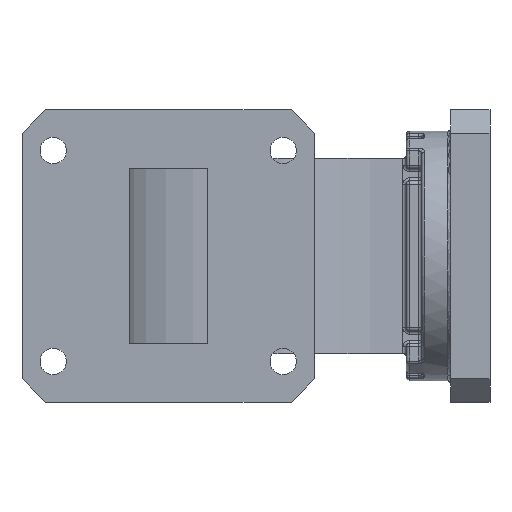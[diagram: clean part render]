
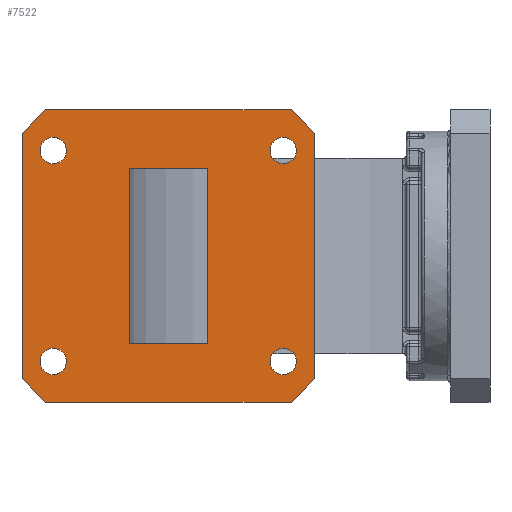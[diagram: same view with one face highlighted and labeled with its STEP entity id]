
A CAD part, front view. The second image highlights one B-rep face of the part: STEP entity #7522.
In plain terms, the highlighted planar face has unit normal (0, -1, 0).
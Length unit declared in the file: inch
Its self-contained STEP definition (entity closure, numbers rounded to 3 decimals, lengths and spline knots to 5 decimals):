
#109 = ORIENTED_EDGE ( 'NONE', *, *, #1581, .T. ) ;
#111 = CIRCLE ( 'NONE', #12111, 0.0845 ) ;
#125 = EDGE_LOOP ( 'NONE', ( #13651 ) ) ;
#161 = DIRECTION ( 'NONE',  ( 0.707, 0., -0.707 ) ) ;
#182 = VERTEX_POINT ( 'NONE', #13126 ) ;
#247 = CARTESIAN_POINT ( 'NONE',  ( -0.737, 0., 0.5915 ) ) ;
#281 = LINE ( 'NONE', #12925, #13143 ) ;
#469 = VERTEX_POINT ( 'NONE', #10403 ) ;
#471 = CARTESIAN_POINT ( 'NONE',  ( -0.9375, 0., 0.9375 ) ) ;
#498 = DIRECTION ( 'NONE',  ( 0., 0., -1. ) ) ;
#506 = VECTOR ( 'NONE', #8687, 39.37008 ) ;
#578 = VERTEX_POINT ( 'NONE', #10361 ) ;
#586 = PLANE ( 'NONE',  #9341 ) ;
#631 = CARTESIAN_POINT ( 'NONE',  ( 0., 0., 0. ) ) ;
#657 = DIRECTION ( 'NONE',  ( -1., 0., 0. ) ) ;
#704 = DIRECTION ( 'NONE',  ( 0., 0., 1. ) ) ;
#707 = EDGE_CURVE ( 'NONE', #6396, #4883, #2179, .T. ) ;
#763 = CARTESIAN_POINT ( 'NONE',  ( -0.9375, 0., -0.9375 ) ) ;
#1028 = LINE ( 'NONE', #13312, #13399 ) ;
#1105 = EDGE_CURVE ( 'NONE', #6636, #9972, #1844, .T. ) ;
#1194 = LINE ( 'NONE', #3452, #4084 ) ;
#1317 = DIRECTION ( 'NONE',  ( 0., 0., -1. ) ) ;
#1578 = FACE_BOUND ( 'NONE', #5139, .T. ) ;
#1580 = CARTESIAN_POINT ( 'NONE',  ( -0.737, 0., 0.676 ) ) ;
#1581 = EDGE_CURVE ( 'NONE', #469, #12643, #6759, .T. ) ;
#1769 = EDGE_CURVE ( 'NONE', #1894, #1894, #12495, .T. ) ;
#1844 = LINE ( 'NONE', #4126, #11668 ) ;
#1894 = VERTEX_POINT ( 'NONE', #247 ) ;
#1929 = EDGE_LOOP ( 'NONE', ( #109, #11358, #7951, #8230, #7118, #4810, #2175, #2005 ) ) ;
#2005 = ORIENTED_EDGE ( 'NONE', *, *, #9179, .T. ) ;
#2175 = ORIENTED_EDGE ( 'NONE', *, *, #5920, .T. ) ;
#2179 = LINE ( 'NONE', #10979, #506 ) ;
#2495 = CARTESIAN_POINT ( 'NONE',  ( 0.737, 0., 0.5915 ) ) ;
#3088 = VERTEX_POINT ( 'NONE', #12071 ) ;
#3213 = EDGE_LOOP ( 'NONE', ( #14047 ) ) ;
#3218 = CARTESIAN_POINT ( 'NONE',  ( -0.737, 0., -0.676 ) ) ;
#3264 = CARTESIAN_POINT ( 'NONE',  ( -0.2485, 0., -0.561 ) ) ;
#3452 = CARTESIAN_POINT ( 'NONE',  ( 0.2485, 0., -0.561 ) ) ;
#3462 = CARTESIAN_POINT ( 'NONE',  ( -0.737, 0., -0.7605 ) ) ;
#3509 = AXIS2_PLACEMENT_3D ( 'NONE', #3218, #10769, #4402 ) ;
#3579 = CARTESIAN_POINT ( 'NONE',  ( 0.737, 0., 0.676 ) ) ;
#3580 = EDGE_LOOP ( 'NONE', ( #5674, #6385, #6843, #8632 ) ) ;
#3700 = CARTESIAN_POINT ( 'NONE',  ( 0.9375, 0., 0.9375 ) ) ;
#3728 = EDGE_CURVE ( 'NONE', #12643, #182, #281, .T. ) ;
#4029 = EDGE_CURVE ( 'NONE', #3088, #3088, #111, .T. ) ;
#4084 = VECTOR ( 'NONE', #1317, 39.37008 ) ;
#4126 = CARTESIAN_POINT ( 'NONE',  ( -0.2485, 0., 0.561 ) ) ;
#4258 = DIRECTION ( 'NONE',  ( 0., 0., -1. ) ) ;
#4347 = CARTESIAN_POINT ( 'NONE',  ( 0.7875, 0., 0.9375 ) ) ;
#4402 = DIRECTION ( 'NONE',  ( 0., 0., -1. ) ) ;
#4451 = VECTOR ( 'NONE', #11161, 39.37008 ) ;
#4468 = EDGE_CURVE ( 'NONE', #7659, #7659, #6875, .T. ) ;
#4659 = DIRECTION ( 'NONE',  ( 0., 0., -1. ) ) ;
#4686 = CARTESIAN_POINT ( 'NONE',  ( 0.9375, 0., 0.7875 ) ) ;
#4810 = ORIENTED_EDGE ( 'NONE', *, *, #5452, .T. ) ;
#4883 = VERTEX_POINT ( 'NONE', #6687 ) ;
#4911 = EDGE_CURVE ( 'NONE', #4883, #7111, #5996, .T. ) ;
#5139 = EDGE_LOOP ( 'NONE', ( #9388 ) ) ;
#5334 = CARTESIAN_POINT ( 'NONE',  ( 0.7875, 0., -0.9375 ) ) ;
#5452 = EDGE_CURVE ( 'NONE', #7111, #6350, #11228, .T. ) ;
#5674 = ORIENTED_EDGE ( 'NONE', *, *, #1105, .T. ) ;
#5920 = EDGE_CURVE ( 'NONE', #6350, #13885, #13067, .T. ) ;
#5996 = LINE ( 'NONE', #3700, #7023 ) ;
#6033 = VERTEX_POINT ( 'NONE', #3264 ) ;
#6106 = CARTESIAN_POINT ( 'NONE',  ( 0.9375, 0., 0.7875 ) ) ;
#6350 = VERTEX_POINT ( 'NONE', #4347 ) ;
#6354 = CIRCLE ( 'NONE', #10345, 0.0845 ) ;
#6385 = ORIENTED_EDGE ( 'NONE', *, *, #10191, .T. ) ;
#6396 = VERTEX_POINT ( 'NONE', #5334 ) ;
#6449 = LINE ( 'NONE', #7135, #9163 ) ;
#6636 = VERTEX_POINT ( 'NONE', #9064 ) ;
#6687 = CARTESIAN_POINT ( 'NONE',  ( 0.9375, 0., -0.7875 ) ) ;
#6759 = LINE ( 'NONE', #9795, #8952 ) ;
#6843 = ORIENTED_EDGE ( 'NONE', *, *, #10569, .T. ) ;
#6875 = CIRCLE ( 'NONE', #3509, 0.0845 ) ;
#7023 = VECTOR ( 'NONE', #704, 39.37008 ) ;
#7111 = VERTEX_POINT ( 'NONE', #4686 ) ;
#7118 = ORIENTED_EDGE ( 'NONE', *, *, #4911, .T. ) ;
#7135 = CARTESIAN_POINT ( 'NONE',  ( -0.2485, 0., -0.561 ) ) ;
#7427 = EDGE_CURVE ( 'NONE', #11367, #11367, #6354, .T. ) ;
#7522 = ADVANCED_FACE ( 'NONE', ( #8362, #12423, #10887, #1578, #10715, #12748 ), #586, .F. ) ;
#7659 = VERTEX_POINT ( 'NONE', #3462 ) ;
#7885 = DIRECTION ( 'NONE',  ( 0., -1., 0. ) ) ;
#7886 = CARTESIAN_POINT ( 'NONE',  ( 0.737, 0., -0.676 ) ) ;
#7951 = ORIENTED_EDGE ( 'NONE', *, *, #11917, .T. ) ;
#7979 = VECTOR ( 'NONE', #8771, 39.37008 ) ;
#8230 = ORIENTED_EDGE ( 'NONE', *, *, #707, .T. ) ;
#8362 = FACE_BOUND ( 'NONE', #3580, .T. ) ;
#8377 = DIRECTION ( 'NONE',  ( 1., 0., 0. ) ) ;
#8620 = VECTOR ( 'NONE', #8377, 39.37008 ) ;
#8632 = ORIENTED_EDGE ( 'NONE', *, *, #9827, .T. ) ;
#8687 = DIRECTION ( 'NONE',  ( 0.707, 0., 0.707 ) ) ;
#8771 = DIRECTION ( 'NONE',  ( -0.707, 0., -0.707 ) ) ;
#8878 = VECTOR ( 'NONE', #13661, 39.37008 ) ;
#8952 = VECTOR ( 'NONE', #4258, 39.37008 ) ;
#9011 = AXIS2_PLACEMENT_3D ( 'NONE', #1580, #7885, #9133 ) ;
#9064 = CARTESIAN_POINT ( 'NONE',  ( -0.2485, 0., 0.561 ) ) ;
#9071 = DIRECTION ( 'NONE',  ( 0., -1., 0. ) ) ;
#9133 = DIRECTION ( 'NONE',  ( 0., 0., -1. ) ) ;
#9163 = VECTOR ( 'NONE', #657, 39.37008 ) ;
#9179 = EDGE_CURVE ( 'NONE', #13885, #469, #9337, .T. ) ;
#9278 = CARTESIAN_POINT ( 'NONE',  ( -0.7875, 0., 0.9375 ) ) ;
#9337 = LINE ( 'NONE', #10001, #7979 ) ;
#9341 = AXIS2_PLACEMENT_3D ( 'NONE', #631, #11402, #12500 ) ;
#9388 = ORIENTED_EDGE ( 'NONE', *, *, #4029, .F. ) ;
#9795 = CARTESIAN_POINT ( 'NONE',  ( -0.9375, 0., 0.9375 ) ) ;
#9827 = EDGE_CURVE ( 'NONE', #6033, #6636, #1028, .T. ) ;
#9963 = DIRECTION ( 'NONE',  ( 0., 0., 1. ) ) ;
#9972 = VERTEX_POINT ( 'NONE', #10471 ) ;
#10001 = CARTESIAN_POINT ( 'NONE',  ( -0.7875, 0., 0.9375 ) ) ;
#10191 = EDGE_CURVE ( 'NONE', #9972, #578, #1194, .T. ) ;
#10221 = DIRECTION ( 'NONE',  ( 0., -1., 0. ) ) ;
#10235 = EDGE_LOOP ( 'NONE', ( #10286 ) ) ;
#10286 = ORIENTED_EDGE ( 'NONE', *, *, #7427, .F. ) ;
#10345 = AXIS2_PLACEMENT_3D ( 'NONE', #3579, #9071, #4659 ) ;
#10361 = CARTESIAN_POINT ( 'NONE',  ( 0.2485, 0., -0.561 ) ) ;
#10403 = CARTESIAN_POINT ( 'NONE',  ( -0.9375, 0., 0.7875 ) ) ;
#10471 = CARTESIAN_POINT ( 'NONE',  ( 0.2485, 0., 0.561 ) ) ;
#10569 = EDGE_CURVE ( 'NONE', #578, #6033, #6449, .T. ) ;
#10715 = FACE_BOUND ( 'NONE', #10235, .T. ) ;
#10769 = DIRECTION ( 'NONE',  ( 0., -1., 0. ) ) ;
#10802 = LINE ( 'NONE', #763, #8620 ) ;
#10887 = FACE_BOUND ( 'NONE', #125, .T. ) ;
#10979 = CARTESIAN_POINT ( 'NONE',  ( 0.7875, 0., -0.9375 ) ) ;
#11161 = DIRECTION ( 'NONE',  ( -1., 0., 0. ) ) ;
#11228 = LINE ( 'NONE', #6106, #8878 ) ;
#11358 = ORIENTED_EDGE ( 'NONE', *, *, #3728, .T. ) ;
#11367 = VERTEX_POINT ( 'NONE', #2495 ) ;
#11402 = DIRECTION ( 'NONE',  ( 0., 1., 0. ) ) ;
#11668 = VECTOR ( 'NONE', #11686, 39.37008 ) ;
#11686 = DIRECTION ( 'NONE',  ( 1., 0., 0. ) ) ;
#11917 = EDGE_CURVE ( 'NONE', #182, #6396, #10802, .T. ) ;
#12071 = CARTESIAN_POINT ( 'NONE',  ( 0.737, 0., -0.7605 ) ) ;
#12111 = AXIS2_PLACEMENT_3D ( 'NONE', #7886, #10221, #498 ) ;
#12423 = FACE_BOUND ( 'NONE', #3213, .T. ) ;
#12495 = CIRCLE ( 'NONE', #9011, 0.0845 ) ;
#12500 = DIRECTION ( 'NONE',  ( 0., 0., 1. ) ) ;
#12643 = VERTEX_POINT ( 'NONE', #13178 ) ;
#12748 = FACE_OUTER_BOUND ( 'NONE', #1929, .T. ) ;
#12925 = CARTESIAN_POINT ( 'NONE',  ( -0.9375, 0., -0.7875 ) ) ;
#13067 = LINE ( 'NONE', #471, #4451 ) ;
#13126 = CARTESIAN_POINT ( 'NONE',  ( -0.7875, 0., -0.9375 ) ) ;
#13143 = VECTOR ( 'NONE', #161, 39.37008 ) ;
#13178 = CARTESIAN_POINT ( 'NONE',  ( -0.9375, 0., -0.7875 ) ) ;
#13312 = CARTESIAN_POINT ( 'NONE',  ( -0.2485, 0., -0.561 ) ) ;
#13399 = VECTOR ( 'NONE', #9963, 39.37008 ) ;
#13651 = ORIENTED_EDGE ( 'NONE', *, *, #4468, .F. ) ;
#13661 = DIRECTION ( 'NONE',  ( -0.707, 0., 0.707 ) ) ;
#13885 = VERTEX_POINT ( 'NONE', #9278 ) ;
#14047 = ORIENTED_EDGE ( 'NONE', *, *, #1769, .F. ) ;
